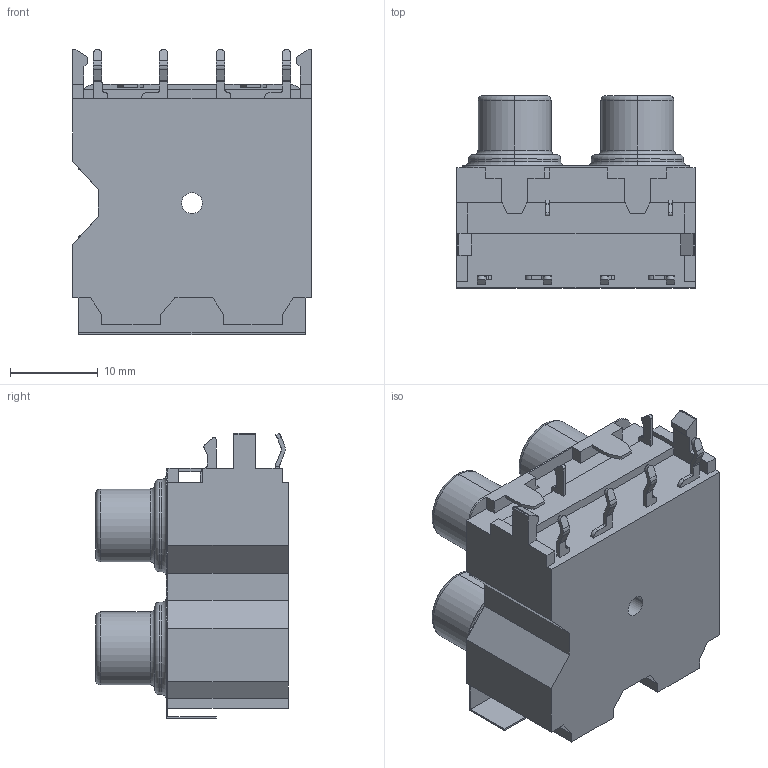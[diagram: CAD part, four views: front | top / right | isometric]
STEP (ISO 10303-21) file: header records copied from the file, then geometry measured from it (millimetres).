
FILE_DESCRIPTION (( 'STEP AP214' ), '1' );
FILE_NAME ('pjras2x2s_Series.STEP', '2014-07-02T16:50:21', ( '' ), ( '' ), 'SwSTEP 2.0', 'SolidWorks 2014', '' );
FILE_SCHEMA (( 'AUTOMOTIVE_DESIGN' ));
Length unit declared in the file: inch
Products named in the file (1): pjras2x2s_Series
Bounding box: 27.15 x 21.89 x 32.5 mm (x, y, z)
Volume: 10688 mm3; surface area: 4957.8 mm2
Topology: 1 solids, 1 shells, 296 faces, 767 edges, 498 vertices
Faces by surface type: plane 165, cylinder 81, torus 28, bspline 14, cone 8
Entity records: 9589 total; most frequent: CARTESIAN_POINT 2234, ORIENTED_EDGE 1534, DIRECTION 1531, EDGE_CURVE 767, AXIS2_PLACEMENT_3D 515, VECTOR 501, LINE 501, VERTEX_POINT 498
